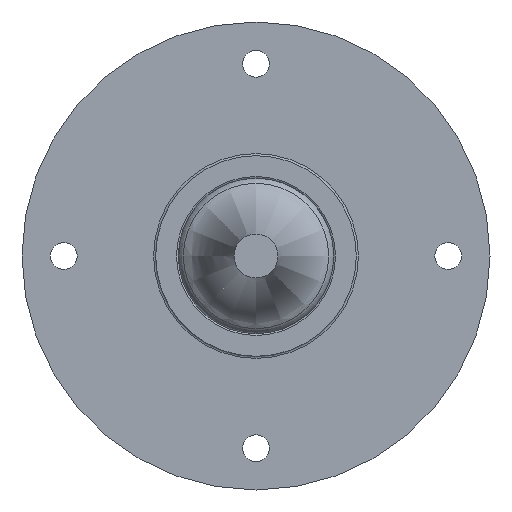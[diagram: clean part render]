
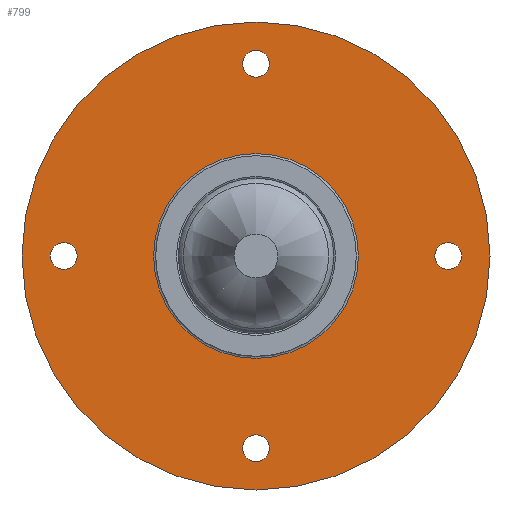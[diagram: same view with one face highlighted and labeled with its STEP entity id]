
A CAD part, left-side view. The second image highlights one B-rep face of the part: STEP entity #799.
In plain terms, the highlighted planar face has unit normal (-1, 0, 0).
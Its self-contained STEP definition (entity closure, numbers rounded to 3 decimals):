
#33=FACE_BOUND('',#204,.T.);
#34=FACE_BOUND('',#205,.T.);
#35=FACE_BOUND('',#206,.T.);
#36=FACE_BOUND('',#207,.T.);
#37=FACE_BOUND('',#208,.T.);
#60=PLANE('',#885);
#165=FACE_OUTER_BOUND('',#203,.T.);
#203=EDGE_LOOP('',(#578));
#204=EDGE_LOOP('',(#579));
#205=EDGE_LOOP('',(#580));
#206=EDGE_LOOP('',(#581));
#207=EDGE_LOOP('',(#582));
#208=EDGE_LOOP('',(#583));
#268=CIRCLE('',#886,28.);
#269=CIRCLE('',#887,1.6);
#270=CIRCLE('',#888,1.6);
#271=CIRCLE('',#889,1.6);
#272=CIRCLE('',#890,1.6);
#273=CIRCLE('',#891,12.25);
#344=VERTEX_POINT('',#2237);
#345=VERTEX_POINT('',#2239);
#346=VERTEX_POINT('',#2241);
#347=VERTEX_POINT('',#2243);
#348=VERTEX_POINT('',#2245);
#349=VERTEX_POINT('',#2247);
#437=EDGE_CURVE('',#344,#344,#268,.T.);
#438=EDGE_CURVE('',#345,#345,#269,.T.);
#439=EDGE_CURVE('',#346,#346,#270,.T.);
#440=EDGE_CURVE('',#347,#347,#271,.T.);
#441=EDGE_CURVE('',#348,#348,#272,.T.);
#442=EDGE_CURVE('',#349,#349,#273,.T.);
#578=ORIENTED_EDGE('',*,*,#437,.F.);
#579=ORIENTED_EDGE('',*,*,#438,.T.);
#580=ORIENTED_EDGE('',*,*,#439,.T.);
#581=ORIENTED_EDGE('',*,*,#440,.T.);
#582=ORIENTED_EDGE('',*,*,#441,.T.);
#583=ORIENTED_EDGE('',*,*,#442,.F.);
#799=ADVANCED_FACE('',(#165,#33,#34,#35,#36,#37),#60,.T.);
#885=AXIS2_PLACEMENT_3D('',#2236,#1021,#1022);
#886=AXIS2_PLACEMENT_3D('',#2238,#1023,#1024);
#887=AXIS2_PLACEMENT_3D('',#2240,#1025,#1026);
#888=AXIS2_PLACEMENT_3D('',#2242,#1027,#1028);
#889=AXIS2_PLACEMENT_3D('',#2244,#1029,#1030);
#890=AXIS2_PLACEMENT_3D('',#2246,#1031,#1032);
#891=AXIS2_PLACEMENT_3D('',#2248,#1033,#1034);
#1021=DIRECTION('center_axis',(-1.,0.,0.));
#1022=DIRECTION('ref_axis',(0.,0.,1.));
#1023=DIRECTION('center_axis',(1.,0.,0.));
#1024=DIRECTION('ref_axis',(0.,0.,-1.));
#1025=DIRECTION('center_axis',(1.,0.,0.));
#1026=DIRECTION('ref_axis',(0.,1.,0.));
#1027=DIRECTION('center_axis',(1.,0.,0.));
#1028=DIRECTION('ref_axis',(0.,1.,0.));
#1029=DIRECTION('center_axis',(1.,0.,0.));
#1030=DIRECTION('ref_axis',(0.,1.,0.));
#1031=DIRECTION('center_axis',(1.,0.,0.));
#1032=DIRECTION('ref_axis',(0.,1.,0.));
#1033=DIRECTION('center_axis',(-1.,0.,0.));
#1034=DIRECTION('ref_axis',(0.,-1.,0.));
#2236=CARTESIAN_POINT('Origin',(6.8,28.,0.));
#2237=CARTESIAN_POINT('',(6.8,-28.,0.));
#2238=CARTESIAN_POINT('Origin',(6.8,0.,
0.));
#2239=CARTESIAN_POINT('',(6.8,21.4,0.));
#2240=CARTESIAN_POINT('Origin',(6.8,23.,0.));
#2241=CARTESIAN_POINT('',(6.8,-1.6,23.));
#2242=CARTESIAN_POINT('Origin',(6.8,0.,23.));
#2243=CARTESIAN_POINT('',(6.8,-24.6,0.));
#2244=CARTESIAN_POINT('Origin',(6.8,-23.,0.));
#2245=CARTESIAN_POINT('',(6.8,-1.6,-23.));
#2246=CARTESIAN_POINT('Origin',(6.8,0.,
-23.));
#2247=CARTESIAN_POINT('',(6.8,0.,12.25));
#2248=CARTESIAN_POINT('Origin',(6.8,0.,
0.));
